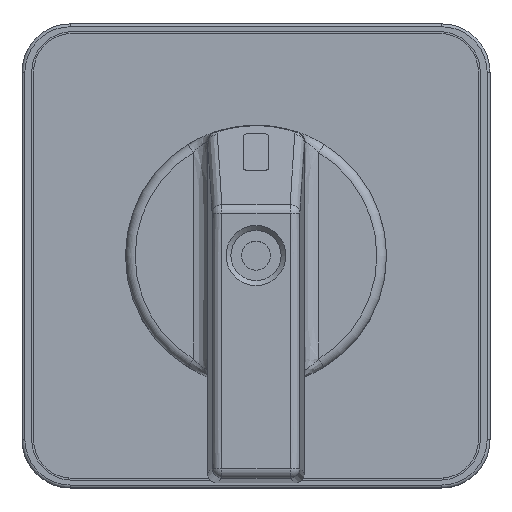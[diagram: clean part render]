
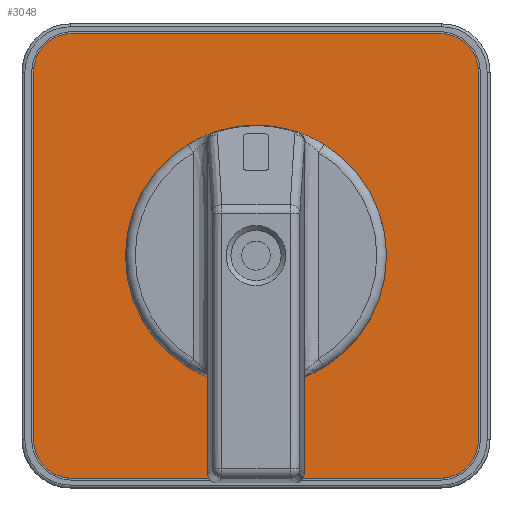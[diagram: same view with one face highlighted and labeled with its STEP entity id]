
A CAD part, top view. The second image highlights one B-rep face of the part: STEP entity #3048.
In plain terms, the highlighted planar face has unit normal (0, 0, 1).
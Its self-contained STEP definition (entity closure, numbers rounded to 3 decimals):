
#3048=ADVANCED_FACE('',(#4476,#4477),#4041,.T.);
#4041=PLANE('',#25120);
#4476=FACE_BOUND('',#5266,.T.);
#4477=FACE_BOUND('',#5267,.T.);
#5266=EDGE_LOOP('',(#10465,#10466));
#5267=EDGE_LOOP('',(#10467,#10468,#10469,#10470,#10471,#10472,#10473,#10474));
#6572=CIRCLE('',#25107,13.);
#6577=CIRCLE('',#25115,13.);
#6578=CIRCLE('',#25116,4.);
#6579=CIRCLE('',#25117,4.);
#6580=CIRCLE('',#25118,4.);
#6581=CIRCLE('',#25119,4.);
#10465=ORIENTED_EDGE('',*,*,#18078,.F.);
#10466=ORIENTED_EDGE('',*,*,#18070,.F.);
#10467=ORIENTED_EDGE('',*,*,#18079,.T.);
#10468=ORIENTED_EDGE('',*,*,#18080,.T.);
#10469=ORIENTED_EDGE('',*,*,#18081,.T.);
#10470=ORIENTED_EDGE('',*,*,#18082,.T.);
#10471=ORIENTED_EDGE('',*,*,#18083,.T.);
#10472=ORIENTED_EDGE('',*,*,#18084,.T.);
#10473=ORIENTED_EDGE('',*,*,#18085,.T.);
#10474=ORIENTED_EDGE('',*,*,#18086,.T.);
#15257=VERTEX_POINT('',#39473);
#15258=VERTEX_POINT('',#39475);
#15263=VERTEX_POINT('',#39492);
#15264=VERTEX_POINT('',#39493);
#15265=VERTEX_POINT('',#39495);
#15266=VERTEX_POINT('',#39497);
#15267=VERTEX_POINT('',#39499);
#15268=VERTEX_POINT('',#39501);
#15269=VERTEX_POINT('',#39503);
#15270=VERTEX_POINT('',#39505);
#18070=EDGE_CURVE('',#15257,#15258,#6572,.T.);
#18078=EDGE_CURVE('',#15258,#15257,#6577,.T.);
#18079=EDGE_CURVE('',#15263,#15264,#6578,.T.);
#18080=EDGE_CURVE('',#15264,#15265,#20876,.T.);
#18081=EDGE_CURVE('',#15265,#15266,#6579,.T.);
#18082=EDGE_CURVE('',#15266,#15267,#20877,.T.);
#18083=EDGE_CURVE('',#15267,#15268,#6580,.T.);
#18084=EDGE_CURVE('',#15268,#15269,#20878,.T.);
#18085=EDGE_CURVE('',#15269,#15270,#6581,.T.);
#18086=EDGE_CURVE('',#15270,#15263,#20879,.T.);
#20876=LINE('',#39494,#22900);
#20877=LINE('',#39498,#22901);
#20878=LINE('',#39502,#22902);
#20879=LINE('',#39506,#22903);
#22900=VECTOR('',#29693,1.);
#22901=VECTOR('',#29696,1.);
#22902=VECTOR('',#29699,1.);
#22903=VECTOR('',#29702,1.);
#25107=AXIS2_PLACEMENT_3D('',#39474,#29670,#29671);
#25115=AXIS2_PLACEMENT_3D('',#39490,#29689,#29690);
#25116=AXIS2_PLACEMENT_3D('',#39491,#29691,#29692);
#25117=AXIS2_PLACEMENT_3D('',#39496,#29694,#29695);
#25118=AXIS2_PLACEMENT_3D('',#39500,#29697,#29698);
#25119=AXIS2_PLACEMENT_3D('',#39504,#29700,#29701);
#25120=AXIS2_PLACEMENT_3D('',#39507,#29703,#29704);
#29670=DIRECTION('',(0.,0.,1.));
#29671=DIRECTION('',(1.,0.,0.));
#29689=DIRECTION('',(0.,0.,1.));
#29690=DIRECTION('',(1.,0.,0.));
#29691=DIRECTION('',(0.,0.,1.));
#29692=DIRECTION('',(1.,0.,0.));
#29693=DIRECTION('',(0.,1.,0.));
#29694=DIRECTION('',(0.,0.,1.));
#29695=DIRECTION('',(1.,0.,0.));
#29696=DIRECTION('',(-1.,0.,0.));
#29697=DIRECTION('',(0.,0.,1.));
#29698=DIRECTION('',(1.,0.,0.));
#29699=DIRECTION('',(0.,-1.,0.));
#29700=DIRECTION('',(0.,0.,1.));
#29701=DIRECTION('',(1.,0.,0.));
#29702=DIRECTION('',(1.,0.,0.));
#29703=DIRECTION('',(0.,0.,1.));
#29704=DIRECTION('',(1.,0.,0.));
#39473=CARTESIAN_POINT('',(2.141,36.002,70.15));
#39474=CARTESIAN_POINT('',(15.141,36.002,70.15));
#39475=CARTESIAN_POINT('',(28.141,36.002,70.15));
#39490=CARTESIAN_POINT('',(15.141,36.002,70.15));
#39491=CARTESIAN_POINT('',(34.141,17.002,70.15));
#39492=CARTESIAN_POINT('',(34.141,13.002,70.15));
#39493=CARTESIAN_POINT('',(38.141,17.002,70.15));
#39494=CARTESIAN_POINT('',(38.141,17.002,70.15));
#39495=CARTESIAN_POINT('',(38.141,55.002,70.15));
#39496=CARTESIAN_POINT('',(34.141,55.002,70.15));
#39497=CARTESIAN_POINT('',(34.141,59.002,70.15));
#39498=CARTESIAN_POINT('',(34.141,59.002,70.15));
#39499=CARTESIAN_POINT('',(-3.859,59.002,70.15));
#39500=CARTESIAN_POINT('',(-3.859,55.002,70.15));
#39501=CARTESIAN_POINT('',(-7.859,55.002,70.15));
#39502=CARTESIAN_POINT('',(-7.859,17.002,70.15));
#39503=CARTESIAN_POINT('',(-7.859,17.002,70.15));
#39504=CARTESIAN_POINT('',(-3.859,17.002,70.15));
#39505=CARTESIAN_POINT('',(-3.859,13.002,70.15));
#39506=CARTESIAN_POINT('',(34.141,13.002,70.15));
#39507=CARTESIAN_POINT('',(34.141,17.002,70.15));
